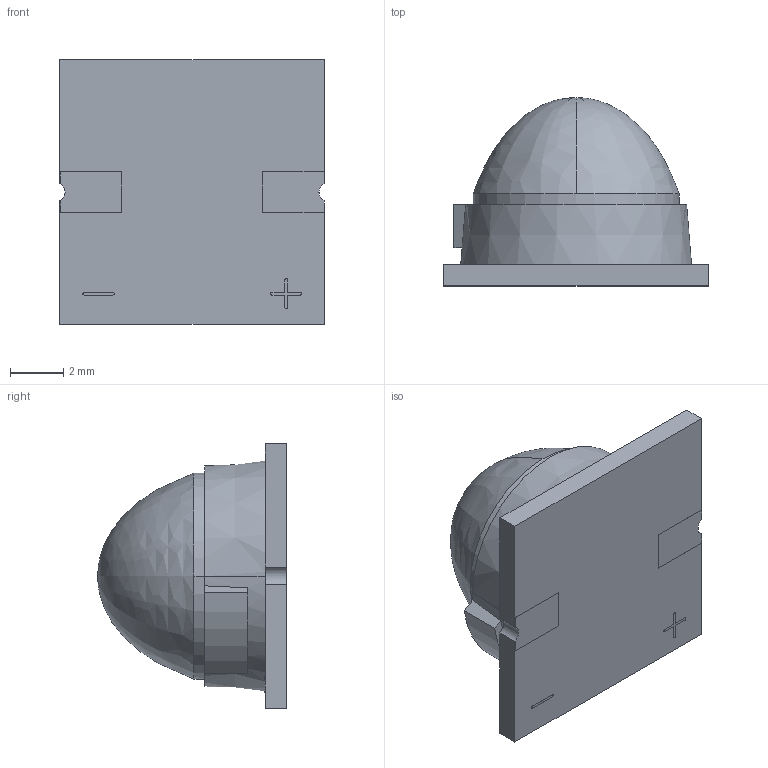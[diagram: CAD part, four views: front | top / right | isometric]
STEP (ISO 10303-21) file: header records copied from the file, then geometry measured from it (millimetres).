
FILE_DESCRIPTION (( 'STEP AP214' ), '1' );
FILE_NAME ('OP207CL.STEP', '2019-11-04T18:37:04', ( '' ), ( '' ), 'SwSTEP 2.0', 'SolidWorks 2018', '' );
FILE_SCHEMA (( 'AUTOMOTIVE_DESIGN' ));
Length unit declared in the file: inch
Products named in the file (1): OP207CL
Bounding box: 9.88 x 7.06 x 9.88 mm (x, y, z)
Volume: 319.5 mm3; surface area: 330.1 mm2
Topology: 1 solids, 1 shells, 98 faces, 276 edges, 183 vertices
Faces by surface type: plane 64, cylinder 28, cone 4, bspline 2
Entity records: 4656 total; most frequent: CARTESIAN_POINT 768, ORIENTED_EDGE 548, DIRECTION 534, EDGE_CURVE 274, VERTEX_POINT 183, LINE 180, VECTOR 180, AXIS2_PLACEMENT_3D 177
